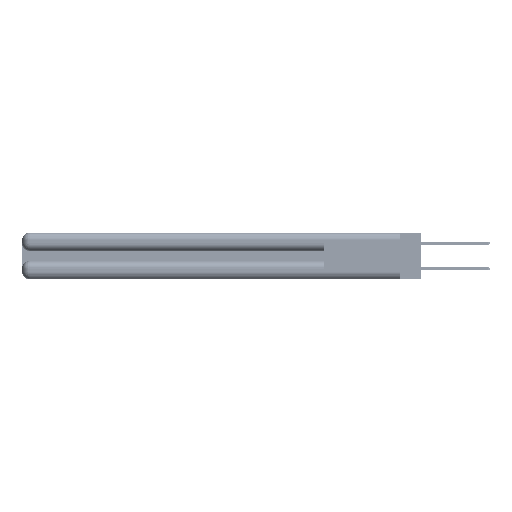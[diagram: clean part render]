
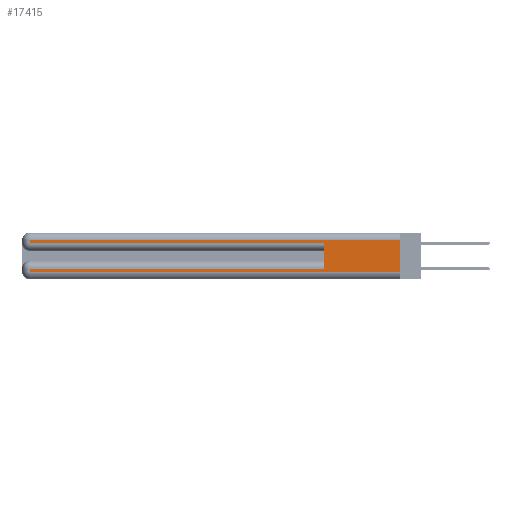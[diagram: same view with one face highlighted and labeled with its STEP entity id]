
A CAD part, left-side view. The second image highlights one B-rep face of the part: STEP entity #17415.
In plain terms, the highlighted planar face has unit normal (-1, 0, 0).
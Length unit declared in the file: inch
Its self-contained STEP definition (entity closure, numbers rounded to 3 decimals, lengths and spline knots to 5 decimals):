
#140 = VERTEX_POINT ( 'NONE', #3497 ) ;
#665 = DIRECTION ( 'NONE',  ( 0., 0., -1. ) ) ;
#1333 = VERTEX_POINT ( 'NONE', #7744 ) ;
#2858 = EDGE_CURVE ( 'NONE', #40630, #29675, #37212, .T. ) ;
#3497 = CARTESIAN_POINT ( 'NONE',  ( 0., 0.6, 0.085 ) ) ;
#3864 = DIRECTION ( 'NONE',  ( 0., 0., -1. ) ) ;
#6017 = VECTOR ( 'NONE', #53698, 39.37008 ) ;
#6669 = ORIENTED_EDGE ( 'NONE', *, *, #16107, .T. ) ;
#7744 = CARTESIAN_POINT ( 'NONE',  ( 0., 2.94, 0.31 ) ) ;
#9423 = VECTOR ( 'NONE', #51827, 39.37008 ) ;
#10093 = ORIENTED_EDGE ( 'NONE', *, *, #10559, .T. ) ;
#10559 = EDGE_CURVE ( 'NONE', #140, #25900, #38760, .T. ) ;
#10610 = ORIENTED_EDGE ( 'NONE', *, *, #13975, .T. ) ;
#11093 = LINE ( 'NONE', #44465, #20969 ) ;
#13975 = EDGE_CURVE ( 'NONE', #1333, #46437, #31719, .T. ) ;
#15337 = LINE ( 'NONE', #47764, #9423 ) ;
#15527 = EDGE_LOOP ( 'NONE', ( #16441, #37988, #10610, #6669, #20163, #10093, #30263, #26485 ) ) ;
#15979 = DIRECTION ( 'NONE',  ( 1., 0., 0. ) ) ;
#16107 = EDGE_CURVE ( 'NONE', #46437, #34132, #15337, .T. ) ;
#16441 = ORIENTED_EDGE ( 'NONE', *, *, #2858, .F. ) ;
#17025 = LINE ( 'NONE', #26326, #26284 ) ;
#17415 = ADVANCED_FACE ( 'NONE', ( #26536 ), #54127, .F. ) ;
#19693 = EDGE_CURVE ( 'NONE', #25900, #22555, #17025, .T. ) ;
#20163 = ORIENTED_EDGE ( 'NONE', *, *, #50092, .F. ) ;
#20969 = VECTOR ( 'NONE', #31961, 39.37008 ) ;
#22185 = LINE ( 'NONE', #24286, #32716 ) ;
#22555 = VERTEX_POINT ( 'NONE', #29794 ) ;
#23047 = CARTESIAN_POINT ( 'NONE',  ( 0., 0., 0.06 ) ) ;
#24286 = CARTESIAN_POINT ( 'NONE',  ( 0., 0., 0.31 ) ) ;
#24603 = CARTESIAN_POINT ( 'NONE',  ( 0., 2.94, 0.37 ) ) ;
#25900 = VERTEX_POINT ( 'NONE', #50077 ) ;
#26284 = VECTOR ( 'NONE', #665, 39.37008 ) ;
#26326 = CARTESIAN_POINT ( 'NONE',  ( 0., 2.94, 0.37 ) ) ;
#26485 = ORIENTED_EDGE ( 'NONE', *, *, #45250, .T. ) ;
#26536 = FACE_OUTER_BOUND ( 'NONE', #15527, .T. ) ;
#29308 = CARTESIAN_POINT ( 'NONE',  ( 0., 0.6, 0.285 ) ) ;
#29675 = VERTEX_POINT ( 'NONE', #38005 ) ;
#29794 = CARTESIAN_POINT ( 'NONE',  ( 0., 2.94, 0.06 ) ) ;
#30263 = ORIENTED_EDGE ( 'NONE', *, *, #19693, .T. ) ;
#31531 = DIRECTION ( 'NONE',  ( 0., -1., 0. ) ) ;
#31719 = LINE ( 'NONE', #24603, #6017 ) ;
#31723 = CARTESIAN_POINT ( 'NONE',  ( 0., 0., 0.31 ) ) ;
#31961 = DIRECTION ( 'NONE',  ( 0., 0., 1. ) ) ;
#32716 = VECTOR ( 'NONE', #41066, 39.37008 ) ;
#32959 = CARTESIAN_POINT ( 'NONE',  ( 0., 0., 0.37 ) ) ;
#34132 = VERTEX_POINT ( 'NONE', #29308 ) ;
#34535 = VECTOR ( 'NONE', #37575, 39.37008 ) ;
#35134 = CARTESIAN_POINT ( 'NONE',  ( 0., 0., 0.085 ) ) ;
#35941 = LINE ( 'NONE', #23047, #38569 ) ;
#37212 = LINE ( 'NONE', #42119, #34535 ) ;
#37575 = DIRECTION ( 'NONE',  ( 0., 0., -1. ) ) ;
#37988 = ORIENTED_EDGE ( 'NONE', *, *, #51576, .T. ) ;
#38005 = CARTESIAN_POINT ( 'NONE',  ( 0., 0., 0.06 ) ) ;
#38569 = VECTOR ( 'NONE', #31531, 39.37008 ) ;
#38760 = LINE ( 'NONE', #35134, #50556 ) ;
#40630 = VERTEX_POINT ( 'NONE', #31723 ) ;
#40828 = AXIS2_PLACEMENT_3D ( 'NONE', #32959, #15979, #3864 ) ;
#41066 = DIRECTION ( 'NONE',  ( 0., 1., 0. ) ) ;
#42119 = CARTESIAN_POINT ( 'NONE',  ( 0., 0., 0.37 ) ) ;
#44465 = CARTESIAN_POINT ( 'NONE',  ( 0., 0.6, 0.145 ) ) ;
#45250 = EDGE_CURVE ( 'NONE', #22555, #29675, #35941, .T. ) ;
#46437 = VERTEX_POINT ( 'NONE', #49554 ) ;
#47764 = CARTESIAN_POINT ( 'NONE',  ( 0., 0., 0.285 ) ) ;
#49554 = CARTESIAN_POINT ( 'NONE',  ( 0., 2.94, 0.285 ) ) ;
#50077 = CARTESIAN_POINT ( 'NONE',  ( 0., 2.94, 0.085 ) ) ;
#50092 = EDGE_CURVE ( 'NONE', #140, #34132, #11093, .T. ) ;
#50556 = VECTOR ( 'NONE', #51687, 39.37008 ) ;
#51576 = EDGE_CURVE ( 'NONE', #40630, #1333, #22185, .T. ) ;
#51687 = DIRECTION ( 'NONE',  ( 0., 1., 0. ) ) ;
#51827 = DIRECTION ( 'NONE',  ( 0., -1., 0. ) ) ;
#53698 = DIRECTION ( 'NONE',  ( 0., 0., -1. ) ) ;
#54127 = PLANE ( 'NONE',  #40828 ) ;
